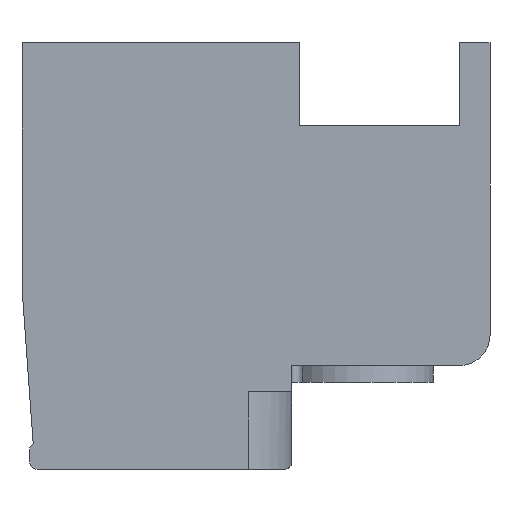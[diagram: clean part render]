
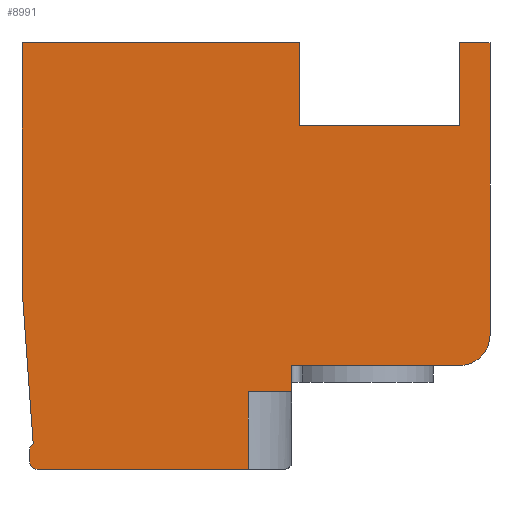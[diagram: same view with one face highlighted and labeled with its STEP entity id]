
A CAD part, front view. The second image highlights one B-rep face of the part: STEP entity #8991.
In plain terms, the highlighted planar face has unit normal (0, -1, 0).
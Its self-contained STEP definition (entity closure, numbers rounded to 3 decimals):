
#1=DIRECTION('',(0.,0.,1.));
#2=VECTOR('',#1,2.05);
#3=CARTESIAN_POINT('',(-0.15,0.,-6.175));
#4=LINE('',#3,#2);
#5=DIRECTION('',(-1.,0.,0.));
#6=VECTOR('',#5,5.6);
#7=CARTESIAN_POINT('',(-0.15,0.,-6.175));
#8=LINE('',#7,#6);
#9=CARTESIAN_POINT('',(-5.75,0.,-5.975));
#10=DIRECTION('',(0.,1.,0.));
#11=DIRECTION('',(0.,0.,-1.));
#12=AXIS2_PLACEMENT_3D('',#9,#10,#11);
#14=DIRECTION('',(0.,0.,1.));
#15=VECTOR('',#14,0.3);
#16=CARTESIAN_POINT('',(-5.95,0.,-5.975));
#17=LINE('',#16,#15);
#18=CARTESIAN_POINT('',(-5.75,0.,-5.675));
#19=DIRECTION('',(0.,1.,0.));
#20=DIRECTION('',(-1.,0.,0.));
#21=AXIS2_PLACEMENT_3D('',#18,#19,#20);
#23=DIRECTION('',(-0.072,0.,0.997));
#24=VECTOR('',#23,4.13);
#25=CARTESIAN_POINT('',(-5.854,0.,-5.504));
#26=LINE('',#25,#24);
#27=DIRECTION('',(0.,0.,1.));
#28=VECTOR('',#27,6.51);
#29=CARTESIAN_POINT('',(-6.15,0.,-1.385));
#30=LINE('',#29,#28);
#31=DIRECTION('',(1.,0.,0.));
#32=VECTOR('',#31,7.35);
#33=CARTESIAN_POINT('',(-6.15,0.,5.125));
#34=LINE('',#33,#32);
#35=DIRECTION('',(0.,0.,-1.));
#36=VECTOR('',#35,2.2);
#37=CARTESIAN_POINT('',(1.2,0.,5.125));
#38=LINE('',#37,#36);
#39=DIRECTION('',(1.,0.,0.));
#40=VECTOR('',#39,4.25);
#41=CARTESIAN_POINT('',(1.2,0.,2.925));
#42=LINE('',#41,#40);
#43=DIRECTION('',(0.,0.,1.));
#44=VECTOR('',#43,2.2);
#45=CARTESIAN_POINT('',(5.45,0.,2.925));
#46=LINE('',#45,#44);
#47=DIRECTION('',(1.,0.,0.));
#48=VECTOR('',#47,0.8);
#49=CARTESIAN_POINT('',(5.45,0.,5.125));
#50=LINE('',#49,#48);
#51=DIRECTION('',(0.,0.,-1.));
#52=VECTOR('',#51,7.75);
#53=CARTESIAN_POINT('',(6.25,0.,5.125));
#54=LINE('',#53,#52);
#55=CARTESIAN_POINT('',(5.45,0.,-2.625));
#56=DIRECTION('',(0.,1.,0.));
#57=DIRECTION('',(1.,0.,0.));
#58=AXIS2_PLACEMENT_3D('',#55,#56,#57);
#60=DIRECTION('',(-1.,0.,0.));
#61=VECTOR('',#60,4.45);
#62=CARTESIAN_POINT('',(5.45,0.,-3.425));
#63=LINE('',#62,#61);
#64=DIRECTION('',(0.,0.,-1.));
#65=VECTOR('',#64,0.7);
#66=CARTESIAN_POINT('',(1.,0.,-3.425));
#67=LINE('',#66,#65);
#68=DIRECTION('',(1.,0.,0.));
#69=VECTOR('',#68,1.15);
#70=CARTESIAN_POINT('',(-0.15,0.,-4.125));
#71=LINE('',#70,#69);
#6902=CARTESIAN_POINT('',(6.25,0.,5.125));
#6903=CARTESIAN_POINT('',(6.25,0.,-2.625));
#6904=VERTEX_POINT('',#6902);
#6905=VERTEX_POINT('',#6903);
#6906=CARTESIAN_POINT('',(5.45,0.,-3.425));
#6907=VERTEX_POINT('',#6906);
#6908=CARTESIAN_POINT('',(1.,0.,-3.425));
#6909=VERTEX_POINT('',#6908);
#6910=CARTESIAN_POINT('',(-5.75,0.,-6.175));
#6911=CARTESIAN_POINT('',(-5.95,0.,-5.975));
#6912=VERTEX_POINT('',#6910);
#6913=VERTEX_POINT('',#6911);
#6914=CARTESIAN_POINT('',(-5.95,0.,-5.675));
#6915=VERTEX_POINT('',#6914);
#6916=CARTESIAN_POINT('',(-5.854,0.,-5.504));
#6917=VERTEX_POINT('',#6916);
#6918=CARTESIAN_POINT('',(-6.15,0.,-1.385));
#6919=VERTEX_POINT('',#6918);
#6920=CARTESIAN_POINT('',(-6.15,0.,5.125));
#6921=VERTEX_POINT('',#6920);
#6922=CARTESIAN_POINT('',(1.2,0.,5.125));
#6923=CARTESIAN_POINT('',(1.2,0.,2.925));
#6924=VERTEX_POINT('',#6922);
#6925=VERTEX_POINT('',#6923);
#6926=CARTESIAN_POINT('',(5.45,0.,2.925));
#6927=VERTEX_POINT('',#6926);
#6928=CARTESIAN_POINT('',(5.45,0.,5.125));
#6929=VERTEX_POINT('',#6928);
#7380=CARTESIAN_POINT('',(-0.15,0.,-6.175));
#7381=CARTESIAN_POINT('',(-0.15,0.,-4.125));
#7382=VERTEX_POINT('',#7380);
#7383=VERTEX_POINT('',#7381);
#7384=CARTESIAN_POINT('',(1.,0.,-4.125));
#7385=VERTEX_POINT('',#7384);
#8950=CARTESIAN_POINT('',(0.,0.,0.));
#8951=DIRECTION('',(0.,1.,0.));
#8952=DIRECTION('',(1.,0.,0.));
#8953=AXIS2_PLACEMENT_3D('',#8950,#8951,#8952);
#8954=PLANE('',#8953);
#8956=ORIENTED_EDGE('',*,*,#8955,.F.);
#8958=ORIENTED_EDGE('',*,*,#8957,.T.);
#8960=ORIENTED_EDGE('',*,*,#8959,.T.);
#8962=ORIENTED_EDGE('',*,*,#8961,.T.);
#8964=ORIENTED_EDGE('',*,*,#8963,.T.);
#8966=ORIENTED_EDGE('',*,*,#8965,.T.);
#8968=ORIENTED_EDGE('',*,*,#8967,.T.);
#8970=ORIENTED_EDGE('',*,*,#8969,.T.);
#8972=ORIENTED_EDGE('',*,*,#8971,.T.);
#8974=ORIENTED_EDGE('',*,*,#8973,.T.);
#8976=ORIENTED_EDGE('',*,*,#8975,.T.);
#8978=ORIENTED_EDGE('',*,*,#8977,.T.);
#8980=ORIENTED_EDGE('',*,*,#8979,.T.);
#8982=ORIENTED_EDGE('',*,*,#8981,.T.);
#8984=ORIENTED_EDGE('',*,*,#8983,.T.);
#8986=ORIENTED_EDGE('',*,*,#8985,.T.);
#8988=ORIENTED_EDGE('',*,*,#8987,.F.);
#8989=EDGE_LOOP('',(#8956,#8958,#8960,#8962,#8964,#8966,#8968,#8970,#8972,#8974,
#8976,#8978,#8980,#8982,#8984,#8986,#8988));
#8990=FACE_OUTER_BOUND('',#8989,.F.);
#8991=ADVANCED_FACE('',(#8990),#8954,.F.);
#13=CIRCLE('',#12,0.2);
#22=CIRCLE('',#21,0.2);
#59=CIRCLE('',#58,0.8);
#8955=EDGE_CURVE('',#7382,#7383,#4,.T.);
#8957=EDGE_CURVE('',#7382,#6912,#8,.T.);
#8959=EDGE_CURVE('',#6912,#6913,#13,.T.);
#8961=EDGE_CURVE('',#6913,#6915,#17,.T.);
#8963=EDGE_CURVE('',#6915,#6917,#22,.T.);
#8965=EDGE_CURVE('',#6917,#6919,#26,.T.);
#8967=EDGE_CURVE('',#6919,#6921,#30,.T.);
#8969=EDGE_CURVE('',#6921,#6924,#34,.T.);
#8971=EDGE_CURVE('',#6924,#6925,#38,.T.);
#8973=EDGE_CURVE('',#6925,#6927,#42,.T.);
#8975=EDGE_CURVE('',#6927,#6929,#46,.T.);
#8977=EDGE_CURVE('',#6929,#6904,#50,.T.);
#8979=EDGE_CURVE('',#6904,#6905,#54,.T.);
#8981=EDGE_CURVE('',#6905,#6907,#59,.T.);
#8983=EDGE_CURVE('',#6907,#6909,#63,.T.);
#8985=EDGE_CURVE('',#6909,#7385,#67,.T.);
#8987=EDGE_CURVE('',#7383,#7385,#71,.T.);
